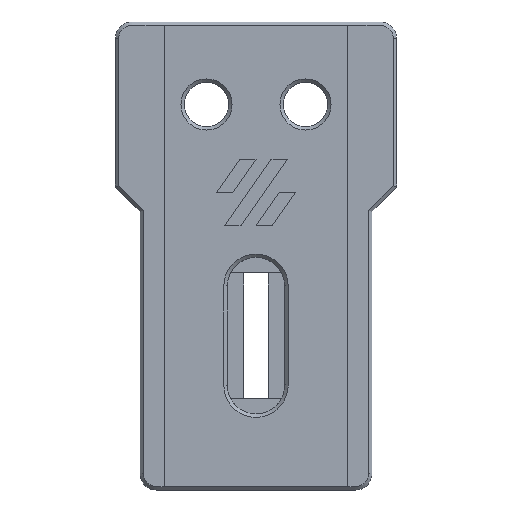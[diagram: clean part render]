
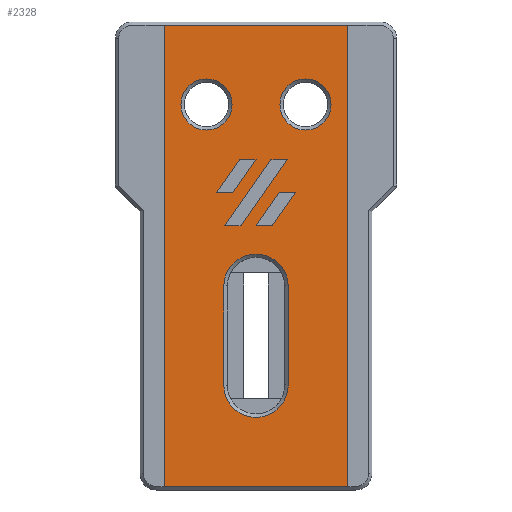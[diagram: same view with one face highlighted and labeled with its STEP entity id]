
A CAD part, front view. The second image highlights one B-rep face of the part: STEP entity #2328.
In plain terms, the highlighted planar face has unit normal (0, -1, 0).
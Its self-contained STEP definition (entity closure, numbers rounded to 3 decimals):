
#58=FACE_BOUND('',#305,.T.);
#59=FACE_BOUND('',#306,.T.);
#60=FACE_BOUND('',#307,.T.);
#61=FACE_BOUND('',#308,.T.);
#62=FACE_BOUND('',#309,.T.);
#63=FACE_BOUND('',#310,.T.);
#109=CIRCLE('',#2521,3.9);
#110=CIRCLE('',#2522,3.9);
#111=CIRCLE('',#2523,3.1);
#112=CIRCLE('',#2524,3.1);
#174=FACE_OUTER_BOUND('',#304,.T.);
#304=EDGE_LOOP('',(#1762,#1763,#1764,#1765));
#305=EDGE_LOOP('',(#1766,#1767,#1768,#1769));
#306=EDGE_LOOP('',(#1770,#1771,#1772,#1773));
#307=EDGE_LOOP('',(#1774,#1775,#1776,#1777));
#308=EDGE_LOOP('',(#1778,#1779,#1780,#1781));
#309=EDGE_LOOP('',(#1782));
#310=EDGE_LOOP('',(#1783));
#389=LINE('',#3286,#665);
#393=LINE('',#3294,#669);
#396=LINE('',#3300,#672);
#399=LINE('',#3305,#675);
#401=LINE('',#3311,#677);
#405=LINE('',#3319,#681);
#408=LINE('',#3325,#684);
#411=LINE('',#3330,#687);
#413=LINE('',#3336,#689);
#417=LINE('',#3344,#693);
#420=LINE('',#3350,#696);
#423=LINE('',#3355,#699);
#488=LINE('',#3565,#764);
#510=LINE('',#3616,#786);
#520=LINE('',#3639,#796);
#521=LINE('',#3641,#797);
#522=LINE('',#3644,#798);
#523=LINE('',#3648,#799);
#665=VECTOR('',#2624,10.);
#669=VECTOR('',#2630,10.);
#672=VECTOR('',#2635,10.);
#675=VECTOR('',#2640,10.);
#677=VECTOR('',#2646,10.);
#681=VECTOR('',#2652,10.);
#684=VECTOR('',#2657,10.);
#687=VECTOR('',#2662,10.);
#689=VECTOR('',#2668,10.);
#693=VECTOR('',#2674,10.);
#696=VECTOR('',#2679,10.);
#699=VECTOR('',#2684,10.);
#764=VECTOR('',#2873,10.);
#786=VECTOR('',#2919,10.);
#796=VECTOR('',#2943,10.);
#797=VECTOR('',#2946,10.);
#798=VECTOR('',#2947,10.);
#799=VECTOR('',#2950,10.);
#941=VERTEX_POINT('',#3284);
#942=VERTEX_POINT('',#3285);
#945=VERTEX_POINT('',#3293);
#947=VERTEX_POINT('',#3299);
#949=VERTEX_POINT('',#3309);
#950=VERTEX_POINT('',#3310);
#953=VERTEX_POINT('',#3318);
#955=VERTEX_POINT('',#3324);
#957=VERTEX_POINT('',#3334);
#958=VERTEX_POINT('',#3335);
#961=VERTEX_POINT('',#3343);
#963=VERTEX_POINT('',#3349);
#1045=VERTEX_POINT('',#3558);
#1047=VERTEX_POINT('',#3564);
#1061=VERTEX_POINT('',#3606);
#1063=VERTEX_POINT('',#3612);
#1071=VERTEX_POINT('',#3642);
#1072=VERTEX_POINT('',#3643);
#1073=VERTEX_POINT('',#3645);
#1074=VERTEX_POINT('',#3647);
#1075=VERTEX_POINT('',#3650);
#1076=VERTEX_POINT('',#3652);
#1159=EDGE_CURVE('',#941,#942,#389,.T.);
#1163=EDGE_CURVE('',#942,#945,#393,.T.);
#1166=EDGE_CURVE('',#945,#947,#396,.T.);
#1169=EDGE_CURVE('',#947,#941,#399,.T.);
#1171=EDGE_CURVE('',#949,#950,#401,.T.);
#1175=EDGE_CURVE('',#950,#953,#405,.T.);
#1178=EDGE_CURVE('',#953,#955,#408,.T.);
#1181=EDGE_CURVE('',#955,#949,#411,.T.);
#1183=EDGE_CURVE('',#957,#958,#413,.T.);
#1187=EDGE_CURVE('',#958,#961,#417,.T.);
#1190=EDGE_CURVE('',#961,#963,#420,.T.);
#1193=EDGE_CURVE('',#963,#957,#423,.T.);
#1296=EDGE_CURVE('',#1045,#1047,#488,.T.);
#1322=EDGE_CURVE('',#1061,#1063,#510,.T.);
#1334=EDGE_CURVE('',#1061,#1047,#520,.T.);
#1335=EDGE_CURVE('',#1045,#1063,#521,.T.);
#1336=EDGE_CURVE('',#1071,#1072,#522,.T.);
#1337=EDGE_CURVE('',#1073,#1071,#109,.T.);
#1338=EDGE_CURVE('',#1074,#1073,#523,.T.);
#1339=EDGE_CURVE('',#1072,#1074,#110,.T.);
#1340=EDGE_CURVE('',#1075,#1075,#111,.T.);
#1341=EDGE_CURVE('',#1076,#1076,#112,.T.);
#1762=ORIENTED_EDGE('',*,*,#1322,.F.);
#1763=ORIENTED_EDGE('',*,*,#1334,.T.);
#1764=ORIENTED_EDGE('',*,*,#1296,.F.);
#1765=ORIENTED_EDGE('',*,*,#1335,.T.);
#1766=ORIENTED_EDGE('',*,*,#1166,.T.);
#1767=ORIENTED_EDGE('',*,*,#1169,.T.);
#1768=ORIENTED_EDGE('',*,*,#1159,.T.);
#1769=ORIENTED_EDGE('',*,*,#1163,.T.);
#1770=ORIENTED_EDGE('',*,*,#1178,.T.);
#1771=ORIENTED_EDGE('',*,*,#1181,.T.);
#1772=ORIENTED_EDGE('',*,*,#1171,.T.);
#1773=ORIENTED_EDGE('',*,*,#1175,.T.);
#1774=ORIENTED_EDGE('',*,*,#1190,.T.);
#1775=ORIENTED_EDGE('',*,*,#1193,.T.);
#1776=ORIENTED_EDGE('',*,*,#1183,.T.);
#1777=ORIENTED_EDGE('',*,*,#1187,.T.);
#1778=ORIENTED_EDGE('',*,*,#1336,.F.);
#1779=ORIENTED_EDGE('',*,*,#1337,.F.);
#1780=ORIENTED_EDGE('',*,*,#1338,.F.);
#1781=ORIENTED_EDGE('',*,*,#1339,.F.);
#1782=ORIENTED_EDGE('',*,*,#1340,.F.);
#1783=ORIENTED_EDGE('',*,*,#1341,.F.);
#2217=PLANE('',#2520);
#2328=ADVANCED_FACE('',(#174,#58,#59,#60,#61,#62,#63),#2217,.T.);
#2520=AXIS2_PLACEMENT_3D('',#3640,#2944,#2945);
#2521=AXIS2_PLACEMENT_3D('',#3646,#2948,#2949);
#2522=AXIS2_PLACEMENT_3D('',#3649,#2951,#2952);
#2523=AXIS2_PLACEMENT_3D('',#3651,#2953,#2954);
#2524=AXIS2_PLACEMENT_3D('',#3653,#2955,#2956);
#2624=DIRECTION('',(1.,0.,0.));
#2630=DIRECTION('',(-0.574,0.,-0.819));
#2635=DIRECTION('',(-1.,0.,0.));
#2640=DIRECTION('',(0.574,0.,0.819));
#2646=DIRECTION('',(-1.,0.,0.));
#2652=DIRECTION('',(0.574,0.,0.819));
#2657=DIRECTION('',(1.,0.,0.));
#2662=DIRECTION('',(-0.574,0.,-0.819));
#2668=DIRECTION('',(0.574,0.,0.819));
#2674=DIRECTION('',(1.,0.,0.));
#2679=DIRECTION('',(-0.574,0.,-0.819));
#2684=DIRECTION('',(-1.,0.,0.));
#2873=DIRECTION('',(-1.,0.,0.));
#2919=DIRECTION('',(1.,0.,0.));
#2943=DIRECTION('',(0.,0.,-1.));
#2944=DIRECTION('center_axis',(0.,-1.,0.));
#2945=DIRECTION('ref_axis',(0.,0.,
-1.));
#2946=DIRECTION('',(0.,0.,1.));
#2947=DIRECTION('',(0.,0.,1.));
#2948=DIRECTION('center_axis',(0.,-1.,0.));
#2949=DIRECTION('ref_axis',(1.,0.,0.));
#2950=DIRECTION('',(0.,0.,-1.));
#2951=DIRECTION('center_axis',(0.,-1.,0.));
#2952=DIRECTION('ref_axis',(1.,0.,0.014));
#2953=DIRECTION('center_axis',(0.,-1.,0.));
#2954=DIRECTION('ref_axis',(-1.,0.,0.));
#2955=DIRECTION('center_axis',(0.,-1.,0.));
#2956=DIRECTION('ref_axis',(-1.,0.,0.));
#3284=CARTESIAN_POINT('',(130.443,344.029,46.304));
#3285=CARTESIAN_POINT('',(132.417,344.029,46.304));
#3286=CARTESIAN_POINT('',(129.535,344.029,46.304));
#3293=CARTESIAN_POINT('',(126.812,344.029,38.299));
#3294=CARTESIAN_POINT('',(129.763,344.029,42.514));
#3299=CARTESIAN_POINT('',(124.838,344.029,38.299));
#3300=CARTESIAN_POINT('',(127.72,344.029,38.299));
#3305=CARTESIAN_POINT('',(125.311,344.029,38.975));
#3309=CARTESIAN_POINT('',(130.602,344.029,38.299));
#3310=CARTESIAN_POINT('',(128.628,344.029,38.299));
#3311=CARTESIAN_POINT('',(129.615,344.029,38.299));
#3318=CARTESIAN_POINT('',(131.43,344.029,42.302));
#3319=CARTESIAN_POINT('',(128.478,344.029,38.085));
#3324=CARTESIAN_POINT('',(133.404,344.029,42.302));
#3325=CARTESIAN_POINT('',(130.029,344.029,42.302));
#3330=CARTESIAN_POINT('',(131.528,344.029,39.622));
#3334=CARTESIAN_POINT('',(123.851,344.029,42.302));
#3335=CARTESIAN_POINT('',(126.654,344.029,46.304));
#3336=CARTESIAN_POINT('',(123.546,344.029,41.867));
#3343=CARTESIAN_POINT('',(128.628,344.029,46.304));
#3344=CARTESIAN_POINT('',(127.641,344.029,46.304));
#3349=CARTESIAN_POINT('',(125.825,344.029,42.302));
#3350=CARTESIAN_POINT('',(126.597,344.029,43.404));
#3355=CARTESIAN_POINT('',(127.226,344.029,42.302));
#3558=CARTESIAN_POINT('',(139.755,344.029,6.698));
#3564=CARTESIAN_POINT('',(117.5,344.029,6.698));
#3565=CARTESIAN_POINT('',(128.628,344.029,6.698));
#3606=CARTESIAN_POINT('',(117.5,344.029,62.622));
#3612=CARTESIAN_POINT('',(139.755,344.029,62.622));
#3616=CARTESIAN_POINT('',(163.9,344.029,62.622));
#3639=CARTESIAN_POINT('',(117.5,344.029,26.433));
#3640=CARTESIAN_POINT('Origin',(128.628,344.029,37.66));
#3641=CARTESIAN_POINT('',(139.755,344.029,26.433));
#3642=CARTESIAN_POINT('',(132.527,344.029,19.052));
#3643=CARTESIAN_POINT('',(132.527,344.029,31.051));
#3644=CARTESIAN_POINT('',(132.527,344.029,34.354));
#3645=CARTESIAN_POINT('',(124.728,344.029,18.947));
#3646=CARTESIAN_POINT('Origin',(128.628,344.029,18.999));
#3647=CARTESIAN_POINT('',(124.728,344.029,31.051));
#3648=CARTESIAN_POINT('',(124.728,344.029,28.305));
#3649=CARTESIAN_POINT('Origin',(128.628,344.029,30.999));
#3650=CARTESIAN_POINT('',(137.725,344.029,53.022));
#3651=CARTESIAN_POINT('Origin',(134.625,344.029,53.022));
#3652=CARTESIAN_POINT('',(125.725,344.029,53.022));
#3653=CARTESIAN_POINT('Origin',(122.625,344.029,53.022));
